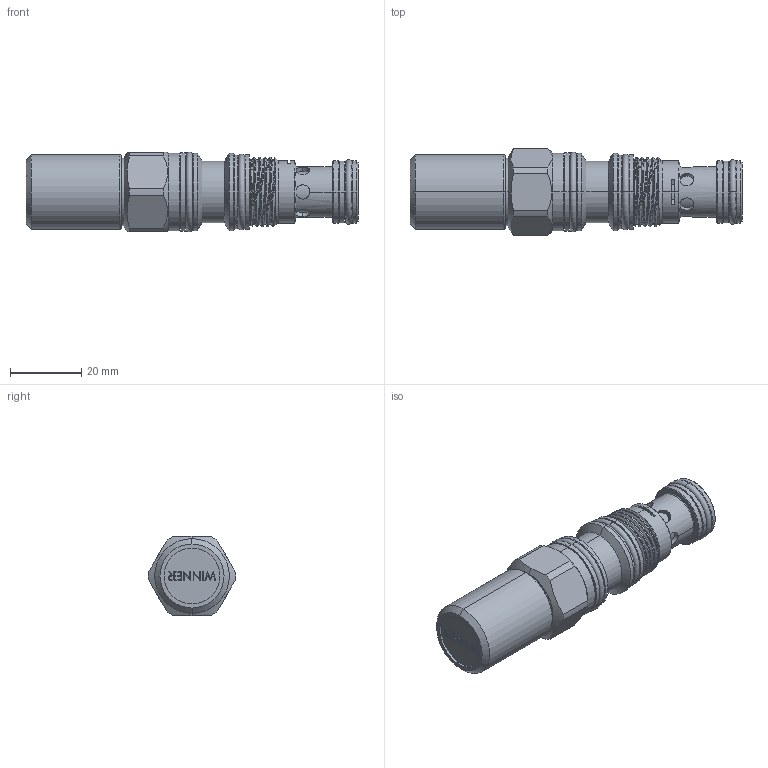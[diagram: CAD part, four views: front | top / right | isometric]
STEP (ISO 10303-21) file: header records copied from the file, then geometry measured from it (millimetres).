
FILE_DESCRIPTION (( 'STEP AP203' ), '1' );
FILE_NAME ('CB11A33(3C)-CA-02.STEP', '2020-09-24T08:55:47', ( '' ), ( '' ), 'SwSTEP 2.0', 'SolidWorks 2018', '' );
FILE_SCHEMA (( 'CONFIG_CONTROL_DESIGN' ));
Length unit declared in the file: millimetre
Products named in the file (1): CB11A33(3C)-CA-02
Bounding box: 93.3 x 24.59 x 22.47 mm (x, y, z)
Volume: 28248.4 mm3; surface area: 9075.2 mm2
Topology: 2 solids, 2 shells, 294 faces, 715 edges, 452 vertices
Faces by surface type: cylinder 110, plane 98, cone 48, torus 30, bspline 8
Entity records: 10640 total; most frequent: CARTESIAN_POINT 3699, DIRECTION 1444, ORIENTED_EDGE 1430, EDGE_CURVE 715, AXIS2_PLACEMENT_3D 554, VERTEX_POINT 452, LINE 336, VECTOR 336
